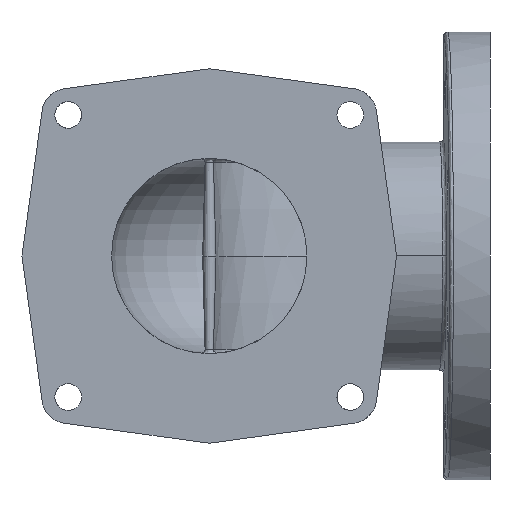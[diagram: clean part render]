
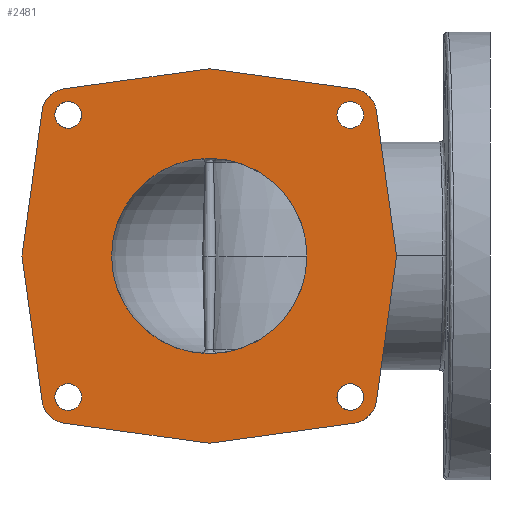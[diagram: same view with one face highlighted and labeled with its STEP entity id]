
A CAD part, front view. The second image highlights one B-rep face of the part: STEP entity #2481.
In plain terms, the highlighted planar face has unit normal (0, -1, 0).
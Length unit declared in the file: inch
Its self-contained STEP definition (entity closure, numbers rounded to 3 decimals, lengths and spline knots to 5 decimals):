
#187=CARTESIAN_POINT('',(0.,0.22067,0.));
#188=DIRECTION('',(0.,-1.,0.));
#189=DIRECTION('',(1.,0.,0.));
#190=AXIS2_PLACEMENT_3D('',#187,#188,#189);
#220=CARTESIAN_POINT('',(2.16551,0.22067,2.16551));
#221=DIRECTION('',(0.,1.,0.));
#222=DIRECTION('',(-1.,0.,0.));
#223=AXIS2_PLACEMENT_3D('',#220,#221,#222);
#225=CARTESIAN_POINT('',(2.16551,0.22067,2.16551));
#226=DIRECTION('',(0.,1.,0.));
#227=DIRECTION('',(1.,0.,0.));
#228=AXIS2_PLACEMENT_3D('',#225,#226,#227);
#230=CARTESIAN_POINT('',(-2.16551,0.22067,2.16551));
#231=DIRECTION('',(0.,1.,0.));
#232=DIRECTION('',(0.,0.,-1.));
#233=AXIS2_PLACEMENT_3D('',#230,#231,#232);
#235=CARTESIAN_POINT('',(-2.16551,0.22067,2.16551));
#236=DIRECTION('',(0.,1.,0.));
#237=DIRECTION('',(0.,0.,1.));
#238=AXIS2_PLACEMENT_3D('',#235,#236,#237);
#240=CARTESIAN_POINT('',(-2.16551,0.22067,-2.16551));
#241=DIRECTION('',(0.,1.,0.));
#242=DIRECTION('',(1.,0.,0.));
#243=AXIS2_PLACEMENT_3D('',#240,#241,#242);
#245=CARTESIAN_POINT('',(-2.16551,0.22067,-2.16551));
#246=DIRECTION('',(0.,1.,0.));
#247=DIRECTION('',(-1.,0.,0.));
#248=AXIS2_PLACEMENT_3D('',#245,#246,#247);
#250=CARTESIAN_POINT('',(2.16551,0.22067,-2.16551));
#251=DIRECTION('',(0.,1.,0.));
#252=DIRECTION('',(0.,0.,1.));
#253=AXIS2_PLACEMENT_3D('',#250,#251,#252);
#255=CARTESIAN_POINT('',(2.16551,0.22067,-2.16551));
#256=DIRECTION('',(0.,1.,0.));
#257=DIRECTION('',(0.,0.,-1.));
#258=AXIS2_PLACEMENT_3D('',#255,#256,#257);
#260=CARTESIAN_POINT('',(0.,0.22067,0.));
#261=DIRECTION('',(0.,-1.,0.));
#262=DIRECTION('',(-1.,0.,0.));
#263=AXIS2_PLACEMENT_3D('',#260,#261,#262);
#441=DIRECTION('',(-0.991,0.,-0.137));
#442=VECTOR('',#441,2.24227);
#443=CARTESIAN_POINT('',(0.,0.22067,2.875));
#444=LINE('',#443,#442);
#453=CARTESIAN_POINT('',(-2.16551,0.22067,2.16551));
#454=DIRECTION('',(0.,-1.,0.));
#455=DIRECTION('',(-0.137,0.,0.991));
#456=AXIS2_PLACEMENT_3D('',#453,#454,#455);
#472=DIRECTION('',(-0.137,0.,-0.991));
#473=VECTOR('',#472,2.24227);
#474=CARTESIAN_POINT('',(-2.56794,0.22067,2.22115));
#475=LINE('',#474,#473);
#484=DIRECTION('',(0.137,0.,-0.991));
#485=VECTOR('',#484,2.24227);
#486=CARTESIAN_POINT('',(-2.875,0.22067,0.));
#487=LINE('',#486,#485);
#496=CARTESIAN_POINT('',(-2.16551,0.22067,-2.16551));
#497=DIRECTION('',(0.,-1.,0.));
#498=DIRECTION('',(-0.991,0.,-0.137));
#499=AXIS2_PLACEMENT_3D('',#496,#497,#498);
#515=DIRECTION('',(0.991,0.,-0.137));
#516=VECTOR('',#515,2.24227);
#517=CARTESIAN_POINT('',(-2.22115,0.22067,-2.56794));
#518=LINE('',#517,#516);
#527=DIRECTION('',(0.991,0.,0.137));
#528=VECTOR('',#527,2.24227);
#529=CARTESIAN_POINT('',(0.,0.22067,-2.875));
#530=LINE('',#529,#528);
#539=CARTESIAN_POINT('',(2.16551,0.22067,-2.16551));
#540=DIRECTION('',(0.,-1.,0.));
#541=DIRECTION('',(0.137,0.,-0.991));
#542=AXIS2_PLACEMENT_3D('',#539,#540,#541);
#558=DIRECTION('',(0.137,0.,0.991));
#559=VECTOR('',#558,2.24227);
#560=CARTESIAN_POINT('',(2.56794,0.22067,-2.22115));
#561=LINE('',#560,#559);
#570=DIRECTION('',(-0.137,0.,0.991));
#571=VECTOR('',#570,2.24227);
#572=CARTESIAN_POINT('',(2.875,0.22067,0.));
#573=LINE('',#572,#571);
#582=CARTESIAN_POINT('',(2.16551,0.22067,2.16551));
#583=DIRECTION('',(0.,-1.,0.));
#584=DIRECTION('',(0.991,0.,0.137));
#585=AXIS2_PLACEMENT_3D('',#582,#583,#584);
#601=DIRECTION('',(-0.991,0.,0.137));
#602=VECTOR('',#601,2.24227);
#603=CARTESIAN_POINT('',(2.22115,0.22067,2.56794));
#604=LINE('',#603,#602);
#2001=CARTESIAN_POINT('',(-1.5,0.22067,0.));
#2002=CARTESIAN_POINT('',(1.5,0.22067,0.));
#2003=VERTEX_POINT('',#2001);
#2004=VERTEX_POINT('',#2002);
#2005=CARTESIAN_POINT('',(0.,0.22067,2.875));
#2006=CARTESIAN_POINT('',(-2.22115,0.22067,2.56794));
#2007=VERTEX_POINT('',#2005);
#2008=VERTEX_POINT('',#2006);
#2009=CARTESIAN_POINT('',(-2.56794,0.22067,2.22115));
#2010=VERTEX_POINT('',#2009);
#2011=CARTESIAN_POINT('',(-2.875,0.22067,0.));
#2012=VERTEX_POINT('',#2011);
#2013=CARTESIAN_POINT('',(-2.56794,0.22067,-2.22115));
#2014=VERTEX_POINT('',#2013);
#2015=CARTESIAN_POINT('',(-2.22115,0.22067,-2.56794));
#2016=VERTEX_POINT('',#2015);
#2017=CARTESIAN_POINT('',(0.,0.22067,-2.875));
#2018=VERTEX_POINT('',#2017);
#2019=CARTESIAN_POINT('',(2.22115,0.22067,-2.56794));
#2020=VERTEX_POINT('',#2019);
#2021=CARTESIAN_POINT('',(2.56794,0.22067,-2.22115));
#2022=VERTEX_POINT('',#2021);
#2023=CARTESIAN_POINT('',(2.875,0.22067,0.));
#2024=VERTEX_POINT('',#2023);
#2025=CARTESIAN_POINT('',(2.56794,0.22067,2.22115));
#2026=VERTEX_POINT('',#2025);
#2027=CARTESIAN_POINT('',(2.22115,0.22067,2.56794));
#2028=VERTEX_POINT('',#2027);
#2035=CARTESIAN_POINT('',(1.96076,0.22067,2.16551));
#2036=CARTESIAN_POINT('',(2.37026,0.22067,2.16551));
#2037=VERTEX_POINT('',#2035);
#2038=VERTEX_POINT('',#2036);
#2041=CARTESIAN_POINT('',(-2.16551,0.22067,1.96076));
#2042=CARTESIAN_POINT('',(-2.16551,0.22067,2.37026));
#2043=VERTEX_POINT('',#2041);
#2044=VERTEX_POINT('',#2042);
#2047=CARTESIAN_POINT('',(-1.96076,0.22067,-2.16551));
#2048=CARTESIAN_POINT('',(-2.37026,0.22067,-2.16551));
#2049=VERTEX_POINT('',#2047);
#2050=VERTEX_POINT('',#2048);
#2053=CARTESIAN_POINT('',(2.16551,0.22067,-1.96076));
#2054=CARTESIAN_POINT('',(2.16551,0.22067,-2.37026));
#2055=VERTEX_POINT('',#2053);
#2056=VERTEX_POINT('',#2054);
#2421=CARTESIAN_POINT('',(2.875,0.22067,4.125));
#2422=DIRECTION('',(0.,1.,0.));
#2423=DIRECTION('',(-1.,0.,0.));
#2424=AXIS2_PLACEMENT_3D('',#2421,#2422,#2423);
#2425=PLANE('',#2424);
#2427=ORIENTED_EDGE('',*,*,#2426,.F.);
#2429=ORIENTED_EDGE('',*,*,#2428,.F.);
#2431=ORIENTED_EDGE('',*,*,#2430,.F.);
#2433=ORIENTED_EDGE('',*,*,#2432,.F.);
#2435=ORIENTED_EDGE('',*,*,#2434,.F.);
#2437=ORIENTED_EDGE('',*,*,#2436,.F.);
#2439=ORIENTED_EDGE('',*,*,#2438,.F.);
#2441=ORIENTED_EDGE('',*,*,#2440,.F.);
#2443=ORIENTED_EDGE('',*,*,#2442,.F.);
#2445=ORIENTED_EDGE('',*,*,#2444,.F.);
#2447=ORIENTED_EDGE('',*,*,#2446,.F.);
#2449=ORIENTED_EDGE('',*,*,#2448,.F.);
#2450=EDGE_LOOP('',(#2427,#2429,#2431,#2433,#2435,#2437,#2439,#2441,#2443,#2445,
#2447,#2449));
#2451=FACE_OUTER_BOUND('',#2450,.F.);
#2453=ORIENTED_EDGE('',*,*,#2452,.T.);
#2454=ORIENTED_EDGE('',*,*,#2409,.T.);
#2455=EDGE_LOOP('',(#2453,#2454));
#2456=FACE_BOUND('',#2455,.F.);
#2458=ORIENTED_EDGE('',*,*,#2457,.F.);
#2460=ORIENTED_EDGE('',*,*,#2459,.F.);
#2461=EDGE_LOOP('',(#2458,#2460));
#2462=FACE_BOUND('',#2461,.F.);
#2464=ORIENTED_EDGE('',*,*,#2463,.F.);
#2466=ORIENTED_EDGE('',*,*,#2465,.F.);
#2467=EDGE_LOOP('',(#2464,#2466));
#2468=FACE_BOUND('',#2467,.F.);
#2470=ORIENTED_EDGE('',*,*,#2469,.F.);
#2472=ORIENTED_EDGE('',*,*,#2471,.F.);
#2473=EDGE_LOOP('',(#2470,#2472));
#2474=FACE_BOUND('',#2473,.F.);
#2476=ORIENTED_EDGE('',*,*,#2475,.F.);
#2478=ORIENTED_EDGE('',*,*,#2477,.F.);
#2479=EDGE_LOOP('',(#2476,#2478));
#2480=FACE_BOUND('',#2479,.F.);
#191=CIRCLE('',#190,1.5);
#224=CIRCLE('',#223,0.20475);
#229=CIRCLE('',#228,0.20475);
#234=CIRCLE('',#233,0.20475);
#239=CIRCLE('',#238,0.20475);
#244=CIRCLE('',#243,0.20475);
#249=CIRCLE('',#248,0.20475);
#254=CIRCLE('',#253,0.20475);
#259=CIRCLE('',#258,0.20475);
#264=CIRCLE('',#263,1.5);
#457=CIRCLE('',#456,0.40625);
#500=CIRCLE('',#499,0.40625);
#543=CIRCLE('',#542,0.40625);
#586=CIRCLE('',#585,0.40625);
#2409=EDGE_CURVE('',#2004,#2003,#191,.T.);
#2426=EDGE_CURVE('',#2007,#2008,#444,.T.);
#2428=EDGE_CURVE('',#2028,#2007,#604,.T.);
#2430=EDGE_CURVE('',#2026,#2028,#586,.T.);
#2432=EDGE_CURVE('',#2024,#2026,#573,.T.);
#2434=EDGE_CURVE('',#2022,#2024,#561,.T.);
#2436=EDGE_CURVE('',#2020,#2022,#543,.T.);
#2438=EDGE_CURVE('',#2018,#2020,#530,.T.);
#2440=EDGE_CURVE('',#2016,#2018,#518,.T.);
#2442=EDGE_CURVE('',#2014,#2016,#500,.T.);
#2444=EDGE_CURVE('',#2012,#2014,#487,.T.);
#2446=EDGE_CURVE('',#2010,#2012,#475,.T.);
#2448=EDGE_CURVE('',#2008,#2010,#457,.T.);
#2452=EDGE_CURVE('',#2003,#2004,#264,.T.);
#2457=EDGE_CURVE('',#2037,#2038,#224,.T.);
#2459=EDGE_CURVE('',#2038,#2037,#229,.T.);
#2463=EDGE_CURVE('',#2043,#2044,#234,.T.);
#2465=EDGE_CURVE('',#2044,#2043,#239,.T.);
#2469=EDGE_CURVE('',#2049,#2050,#244,.T.);
#2471=EDGE_CURVE('',#2050,#2049,#249,.T.);
#2475=EDGE_CURVE('',#2055,#2056,#254,.T.);
#2477=EDGE_CURVE('',#2056,#2055,#259,.T.);
#2481=ADVANCED_FACE('',(#2451,#2456,#2462,#2468,#2474,#2480),#2425,.F.);
